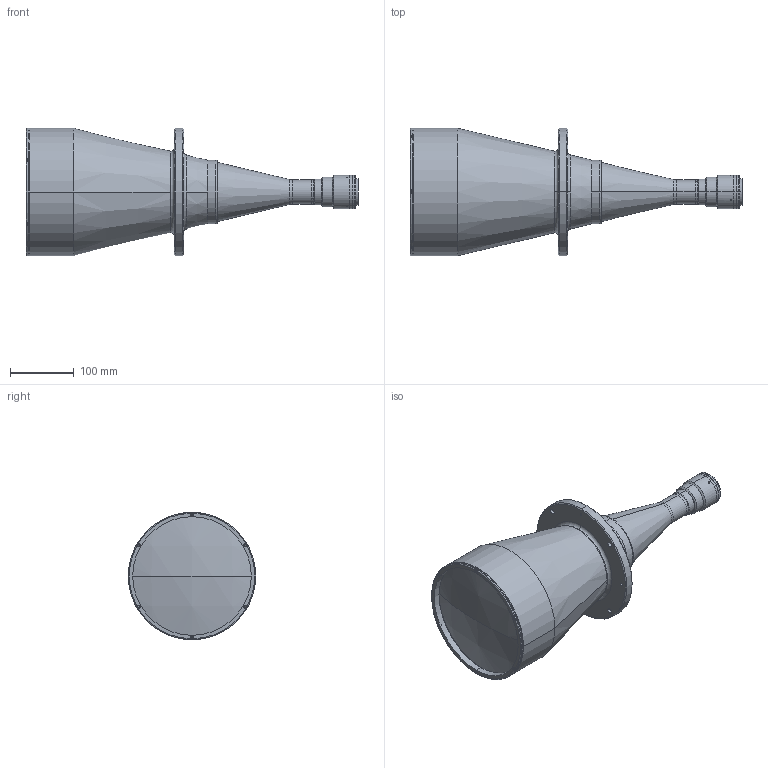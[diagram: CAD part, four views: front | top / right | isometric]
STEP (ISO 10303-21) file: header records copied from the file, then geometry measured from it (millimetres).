
FILE_DESCRIPTION (( 'STEP AP214' ), '1' );
FILE_NAME ('TC2M144HR-M42.STEP', '2014-06-04T08:51:23', ( 'piermario' ), ( '' ), 'SwSTEP 2.0', 'SolidWorks 2013', '' );
FILE_SCHEMA (( 'AUTOMOTIVE_DESIGN' ));
Length unit declared in the file: millimetre
Products named in the file (1): TC2M144HR-M42
Bounding box: 520.84 x 200 x 200 mm (x, y, z)
Surface area: 291916.4 mm2 (no closed solid volume)
Topology: 0 solids, 19 shells, 198 faces, 545 edges, 365 vertices
Faces by surface type: cylinder 77, plane 69, torus 30, cone 20, sphere 2
Entity records: 8923 total; most frequent: CARTESIAN_POINT 1495, DIRECTION 1191, ORIENTED_EDGE 949, EDGE_CURVE 545, AXIS2_PLACEMENT_3D 471, VERTEX_POINT 365, CIRCLE 272, VECTOR 249
